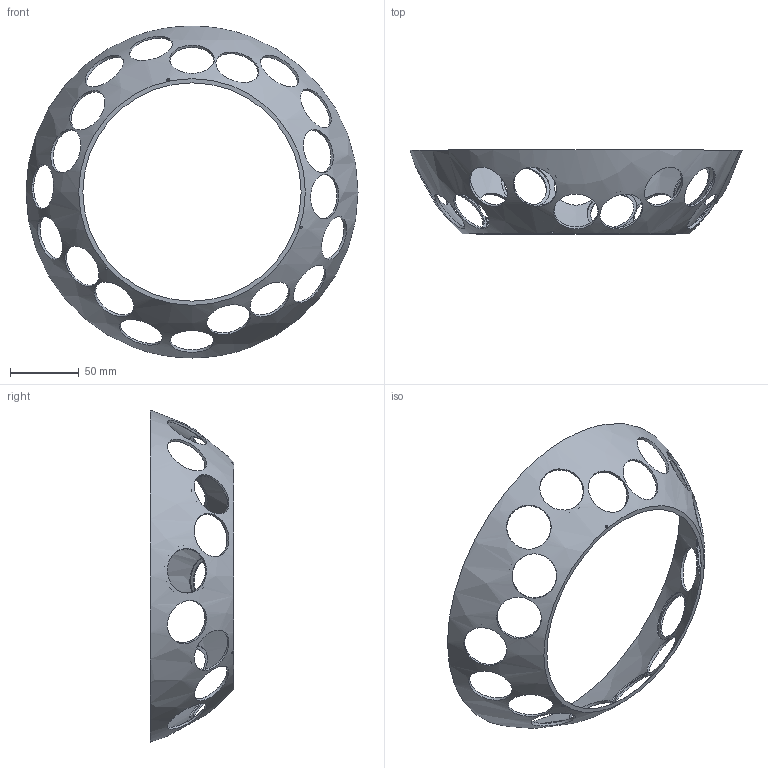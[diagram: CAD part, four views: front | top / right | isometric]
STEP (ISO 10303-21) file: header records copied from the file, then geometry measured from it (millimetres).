
FILE_DESCRIPTION(/* description */ (''),/* implementation_level */ '2;1');
FILE_NAME(/* name */ 'SCHERMO SFERA PIOMBO_02 NEW.stp',/* time_stamp */ '2016-06-22T14:17:57+02:00',/* author */ (''),/* organization */ (''),/* preprocessor_version */ 'ST-DEVELOPER v15',/* originating_system */ 'SIEMENS PLM Software NX 8.5',/* authorisation */ '');
FILE_SCHEMA (('AUTOMOTIVE_DESIGN { 1 0 10303 214 3 1 1 1 }'));
Length unit declared in the file: millimetre
Products named in the file (1): mramADF4DA705zb7
Bounding box: 241.89 x 61 x 241.89 mm (x, y, z)
Volume: 60664.8 mm3; surface area: 70026.5 mm2
Topology: 1 solids, 1 shells, 47 faces, 150 edges, 123 vertices
Faces by surface type: cone 20, cylinder 13, plane 12, sphere 2
Full cylindrical faces by diameter (mm): 2 x3, 37 x5
Entity records: 1587 total; most frequent: DIRECTION 272, CARTESIAN_POINT 257, ORIENTED_EDGE 170, AXIS2_PLACEMENT_3D 131, EDGE_LOOP 130, FACE_BOUND 125, EDGE_CURVE 85, CIRCLE 77
